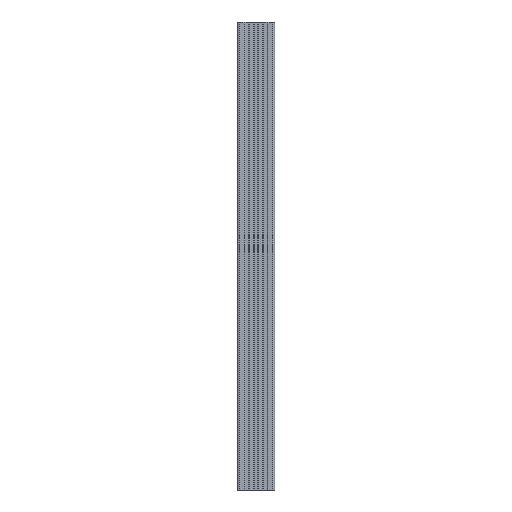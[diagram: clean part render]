
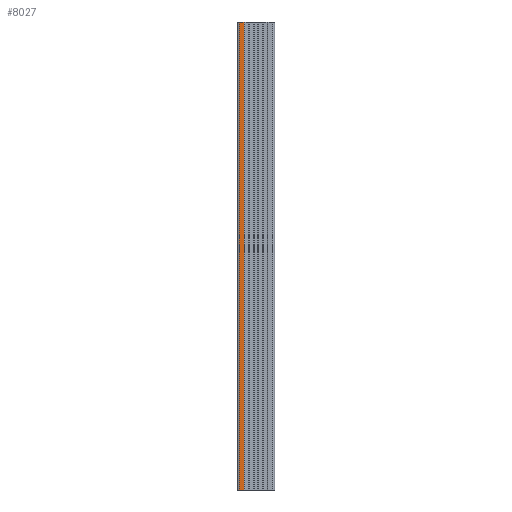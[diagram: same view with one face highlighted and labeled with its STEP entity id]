
A CAD part, left-side view. The second image highlights one B-rep face of the part: STEP entity #8027.
In plain terms, the highlighted planar face has unit normal (-1, 0, 0).
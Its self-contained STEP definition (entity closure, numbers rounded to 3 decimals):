
#93=PLANE('',#8765);
#363=FACE_OUTER_BOUND('',#788,.T.);
#788=EDGE_LOOP('',(#6143,#6144,#6145,#6146));
#1726=LINE('',#12401,#2520);
#1909=LINE('',#13092,#2703);
#1910=LINE('',#13095,#2704);
#1911=LINE('',#13096,#2705);
#2520=VECTOR('',#9878,10.);
#2703=VECTOR('',#10457,10.);
#2704=VECTOR('',#10460,10.);
#2705=VECTOR('',#10461,10.);
#3351=VERTEX_POINT('',#12398);
#3352=VERTEX_POINT('',#12400);
#3662=VERTEX_POINT('',#13090);
#3663=VERTEX_POINT('',#13094);
#4281=EDGE_CURVE('',#3351,#3352,#1726,.T.);
#4627=EDGE_CURVE('',#3351,#3662,#1909,.T.);
#4628=EDGE_CURVE('',#3663,#3662,#1910,.T.);
#4629=EDGE_CURVE('',#3352,#3663,#1911,.T.);
#6143=ORIENTED_EDGE('',*,*,#4627,.T.);
#6144=ORIENTED_EDGE('',*,*,#4628,.F.);
#6145=ORIENTED_EDGE('',*,*,#4629,.F.);
#6146=ORIENTED_EDGE('',*,*,#4281,.F.);
#8027=ADVANCED_FACE('',(#363),#93,.T.);
#8765=AXIS2_PLACEMENT_3D('',#13093,#10458,#10459);
#9878=DIRECTION('',(0.,1.,0.));
#10457=DIRECTION('',(0.,0.,1.));
#10458=DIRECTION('center_axis',(-1.,0.,0.));
#10459=DIRECTION('ref_axis',(0.,-1.,0.));
#10460=DIRECTION('',(0.,-1.,0.));
#10461=DIRECTION('',(0.,0.,1.));
#12398=CARTESIAN_POINT('',(-40.,25.5,-500.));
#12400=CARTESIAN_POINT('',(-40.,36.,-500.));
#12401=CARTESIAN_POINT('',(-40.,36.,-500.));
#13090=CARTESIAN_POINT('',(-40.,25.5,500.));
#13092=CARTESIAN_POINT('',(-40.,25.5,0.));
#13093=CARTESIAN_POINT('Origin',(-40.,36.,0.));
#13094=CARTESIAN_POINT('',(-40.,36.,500.));
#13095=CARTESIAN_POINT('',(-40.,36.,500.));
#13096=CARTESIAN_POINT('',(-40.,36.,0.));
